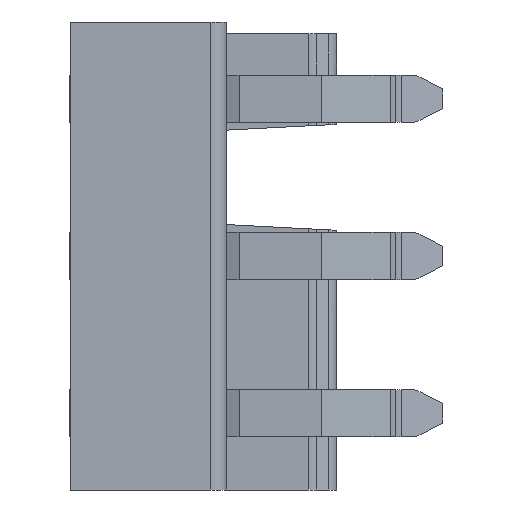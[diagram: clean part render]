
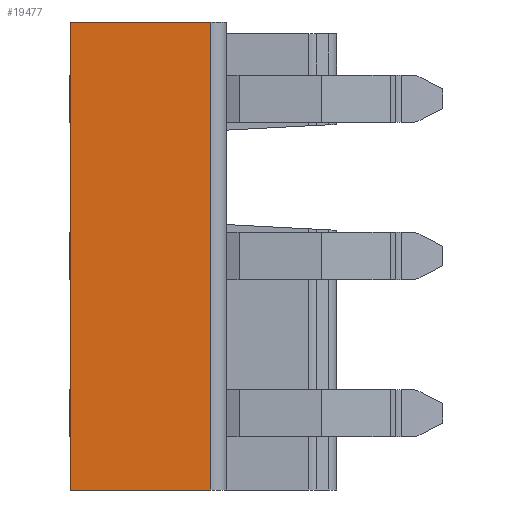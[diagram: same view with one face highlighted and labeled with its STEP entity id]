
A CAD part, left-side view. The second image highlights one B-rep face of the part: STEP entity #19477.
In plain terms, the highlighted planar face has unit normal (-1, 0, 0).
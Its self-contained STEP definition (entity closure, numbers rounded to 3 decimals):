
#2008 = DIRECTION ( 'NONE',  ( 0., 1., 0. ) ) ;
#2009 = DIRECTION ( 'NONE',  ( 1., 0., 0. ) ) ;
#2010 = CARTESIAN_POINT ( 'NONE',  ( -4.375, 0.2, 1. ) ) ;
#2026 = PLANE ( 'NONE',  #4117 ) ;
#2130 = CARTESIAN_POINT ( 'NONE',  ( -4.375, 1.98, 0.975 ) ) ;
#2469 = CARTESIAN_POINT ( 'NONE',  ( -4.375, 0.2, 0.975 ) ) ;
#3879 = FACE_OUTER_BOUND ( 'NONE', #18536, .T. ) ;
#4117 = AXIS2_PLACEMENT_3D ( 'NONE', #2010, #2009, #2008 ) ;
#6572 = EDGE_CURVE ( 'NONE', #13963, #13844, #12541, .T. ) ;
#10958 = EDGE_CURVE ( 'NONE', #13897, #13963, #14054, .T. ) ;
#10964 = EDGE_CURVE ( 'NONE', #13741, #13844, #15953, .T. ) ;
#10970 = EDGE_CURVE ( 'NONE', #13897, #13741, #15940, .T. ) ;
#12534 = VECTOR ( 'NONE', #22899, 1000. ) ;
#12541 = LINE ( 'NONE', #22913, #12534 ) ;
#13741 = VERTEX_POINT ( 'NONE', #21582 ) ;
#13844 = VERTEX_POINT ( 'NONE', #22623 ) ;
#13897 = VERTEX_POINT ( 'NONE', #2469 ) ;
#13963 = VERTEX_POINT ( 'NONE', #2130 ) ;
#14048 = VECTOR ( 'NONE', #17604, 1000. ) ;
#14054 = LINE ( 'NONE', #17688, #14048 ) ;
#15933 = VECTOR ( 'NONE', #21203, 1000. ) ;
#15940 = LINE ( 'NONE', #17449, #15933 ) ;
#15945 = VECTOR ( 'NONE', #17256, 1000. ) ;
#15953 = LINE ( 'NONE', #17354, #15945 ) ;
#17256 = DIRECTION ( 'NONE',  ( 0., 1., 0. ) ) ;
#17354 = CARTESIAN_POINT ( 'NONE',  ( -4.375, -1.4, -4.975 ) ) ;
#17449 = CARTESIAN_POINT ( 'NONE',  ( -4.375, 0.2, 1. ) ) ;
#17604 = DIRECTION ( 'NONE',  ( 0., 1., 0. ) ) ;
#17688 = CARTESIAN_POINT ( 'NONE',  ( -4.375, -1.4, 0.975 ) ) ;
#18536 = EDGE_LOOP ( 'NONE', ( #19611, #19612, #19613, #19614 ) ) ;
#19477 = ADVANCED_FACE ( 'NONE', ( #3879 ), #2026, .F. ) ;
#19611 = ORIENTED_EDGE ( 'NONE', *, *, #10958, .T. ) ;
#19612 = ORIENTED_EDGE ( 'NONE', *, *, #6572, .T. ) ;
#19613 = ORIENTED_EDGE ( 'NONE', *, *, #10964, .F. ) ;
#19614 = ORIENTED_EDGE ( 'NONE', *, *, #10970, .F. ) ;
#21203 = DIRECTION ( 'NONE',  ( 0., 0., -1. ) ) ;
#21582 = CARTESIAN_POINT ( 'NONE',  ( -4.375, 0.2, -4.975 ) ) ;
#22623 = CARTESIAN_POINT ( 'NONE',  ( -4.375, 1.98, -4.975 ) ) ;
#22899 = DIRECTION ( 'NONE',  ( 0., 0., -1. ) ) ;
#22913 = CARTESIAN_POINT ( 'NONE',  ( -4.375, 1.98, 1. ) ) ;
